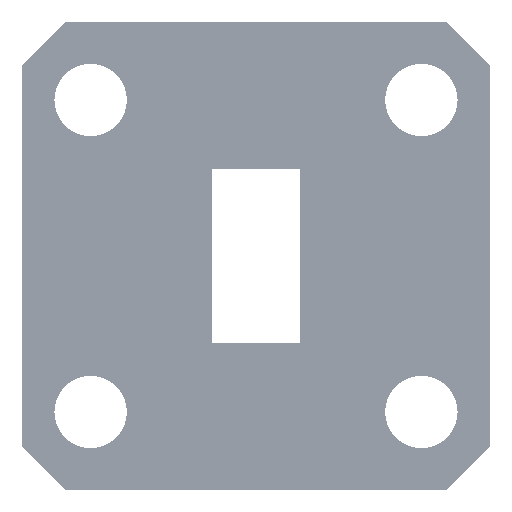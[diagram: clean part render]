
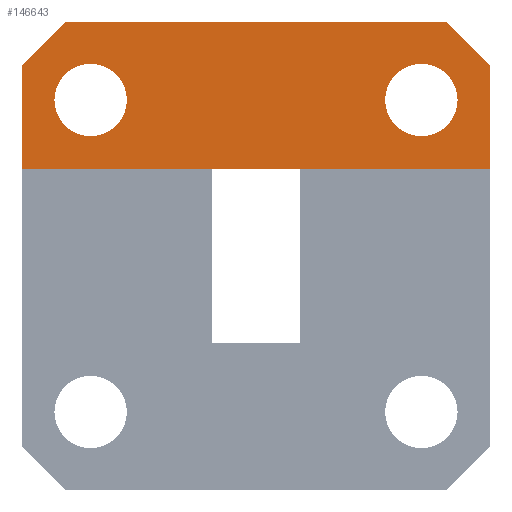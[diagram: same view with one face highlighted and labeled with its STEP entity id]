
A CAD part, left-side view. The second image highlights one B-rep face of the part: STEP entity #146643.
In plain terms, the highlighted planar face has unit normal (-1, 0, 0).
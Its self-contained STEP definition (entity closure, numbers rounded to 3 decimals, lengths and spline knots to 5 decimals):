
#1271 = CARTESIAN_POINT ( 'NONE',  ( -1.9, 0.1875, 0.515 ) ) ;
#1325 = ORIENTED_EDGE ( 'NONE', *, *, #188903, .F. ) ;
#1511 = EDGE_CURVE ( 'NONE', #172495, #30314, #113700, .T. ) ;
#3729 = DIRECTION ( 'NONE',  ( 1., 0., 0. ) ) ;
#8909 = CARTESIAN_POINT ( 'NONE',  ( -1.9, 0.0775, 0.39 ) ) ;
#9482 = EDGE_CURVE ( 'NONE', #181638, #218524, #96084, .T. ) ;
#10133 = CARTESIAN_POINT ( 'NONE',  ( -1.9, -0.5625, 0.28 ) ) ;
#15016 = CIRCLE ( 'NONE', #115892, 0.058 ) ;
#16400 = CARTESIAN_POINT ( 'NONE',  ( -1.9, 0.0775, 0.39 ) ) ;
#16753 = VERTEX_POINT ( 'NONE', #224934 ) ;
#17173 = DIRECTION ( 'NONE',  ( 0., 0., 1. ) ) ;
#20387 = CARTESIAN_POINT ( 'NONE',  ( -1.9, -0.4525, 0.39 ) ) ;
#22291 = DIRECTION ( 'NONE',  ( 0., 0., 1. ) ) ;
#22574 = EDGE_LOOP ( 'NONE', ( #219728, #1325, #175950, #81996, #210996, #186353 ) ) ;
#24233 = DIRECTION ( 'NONE',  ( -1., 0., 0. ) ) ;
#24513 = FACE_BOUND ( 'NONE', #142411, .T. ) ;
#30314 = VERTEX_POINT ( 'NONE', #10133 ) ;
#34625 = AXIS2_PLACEMENT_3D ( 'NONE', #8909, #24233, #218714 ) ;
#40351 = VERTEX_POINT ( 'NONE', #100368 ) ;
#41297 = DIRECTION ( 'NONE',  ( 0., -1., 0. ) ) ;
#47587 = CARTESIAN_POINT ( 'NONE',  ( -1.9, -0.4525, 0.448 ) ) ;
#47705 = VERTEX_POINT ( 'NONE', #47587 ) ;
#48451 = FACE_BOUND ( 'NONE', #216866, .T. ) ;
#50912 = LINE ( 'NONE', #80106, #78519 ) ;
#59276 = AXIS2_PLACEMENT_3D ( 'NONE', #16400, #70894, #17173 ) ;
#68352 = DIRECTION ( 'NONE',  ( 0., 0., 1. ) ) ;
#69098 = EDGE_CURVE ( 'NONE', #218524, #181638, #159873, .T. ) ;
#69122 = EDGE_CURVE ( 'NONE', #40351, #118068, #80023, .T. ) ;
#70894 = DIRECTION ( 'NONE',  ( -1., 0., 0. ) ) ;
#70944 = LINE ( 'NONE', #89963, #222250 ) ;
#72377 = DIRECTION ( 'NONE',  ( 0., -0.707, -0.707 ) ) ;
#72816 = PLANE ( 'NONE',  #85069 ) ;
#74372 = EDGE_CURVE ( 'NONE', #16753, #129084, #112023, .T. ) ;
#78519 = VECTOR ( 'NONE', #170764, 39.37008 ) ;
#80023 = LINE ( 'NONE', #124006, #148890 ) ;
#80106 = CARTESIAN_POINT ( 'NONE',  ( -1.9, -0.1875, 0.515 ) ) ;
#81996 = ORIENTED_EDGE ( 'NONE', *, *, #213888, .F. ) ;
#85069 = AXIS2_PLACEMENT_3D ( 'NONE', #177454, #3729, #109758 ) ;
#87511 = DIRECTION ( 'NONE',  ( 0., -0.707, 0.707 ) ) ;
#89963 = CARTESIAN_POINT ( 'NONE',  ( -1.9, -0.5625, 0.515 ) ) ;
#91255 = AXIS2_PLACEMENT_3D ( 'NONE', #20387, #192511, #213286 ) ;
#96084 = CIRCLE ( 'NONE', #34625, 0.058 ) ;
#99653 = CARTESIAN_POINT ( 'NONE',  ( -1.9, -0.5625, 0.445 ) ) ;
#100368 = CARTESIAN_POINT ( 'NONE',  ( -1.9, -0.4925, 0.515 ) ) ;
#105216 = CARTESIAN_POINT ( 'NONE',  ( -1.9, 0.1875, 0.445 ) ) ;
#106530 = VECTOR ( 'NONE', #87511, 39.37008 ) ;
#109758 = DIRECTION ( 'NONE',  ( 0., 0., -1. ) ) ;
#109877 = CARTESIAN_POINT ( 'NONE',  ( -1.9, 0.0775, 0.332 ) ) ;
#112023 = LINE ( 'NONE', #105216, #106530 ) ;
#113700 = LINE ( 'NONE', #219593, #141326 ) ;
#113977 = ORIENTED_EDGE ( 'NONE', *, *, #181840, .F. ) ;
#115892 = AXIS2_PLACEMENT_3D ( 'NONE', #137586, #155230, #68352 ) ;
#118068 = VERTEX_POINT ( 'NONE', #99653 ) ;
#122850 = VERTEX_POINT ( 'NONE', #128507 ) ;
#124006 = CARTESIAN_POINT ( 'NONE',  ( -1.9, -0.4925, 0.515 ) ) ;
#127127 = CIRCLE ( 'NONE', #91255, 0.058 ) ;
#127752 = CARTESIAN_POINT ( 'NONE',  ( -1.9, 0.0775, 0.448 ) ) ;
#128507 = CARTESIAN_POINT ( 'NONE',  ( -1.9, -0.4525, 0.332 ) ) ;
#129084 = VERTEX_POINT ( 'NONE', #227356 ) ;
#130314 = EDGE_CURVE ( 'NONE', #30314, #118068, #70944, .T. ) ;
#137586 = CARTESIAN_POINT ( 'NONE',  ( -1.9, -0.4525, 0.39 ) ) ;
#139611 = DIRECTION ( 'NONE',  ( 0., 0., 1. ) ) ;
#141326 = VECTOR ( 'NONE', #41297, 39.37008 ) ;
#142411 = EDGE_LOOP ( 'NONE', ( #217142, #194163 ) ) ;
#146643 = ADVANCED_FACE ( 'NONE', ( #170753, #24513, #48451 ), #72816, .F. ) ;
#148890 = VECTOR ( 'NONE', #72377, 39.37008 ) ;
#155230 = DIRECTION ( 'NONE',  ( -1., 0., 0. ) ) ;
#159873 = CIRCLE ( 'NONE', #59276, 0.058 ) ;
#170753 = FACE_OUTER_BOUND ( 'NONE', #22574, .T. ) ;
#170764 = DIRECTION ( 'NONE',  ( 0., -1., 0. ) ) ;
#172495 = VERTEX_POINT ( 'NONE', #223294 ) ;
#175950 = ORIENTED_EDGE ( 'NONE', *, *, #74372, .F. ) ;
#176870 = LINE ( 'NONE', #1271, #187813 ) ;
#177454 = CARTESIAN_POINT ( 'NONE',  ( -1.9, -0.5625, 0.515 ) ) ;
#181638 = VERTEX_POINT ( 'NONE', #127752 ) ;
#181840 = EDGE_CURVE ( 'NONE', #47705, #122850, #15016, .T. ) ;
#186353 = ORIENTED_EDGE ( 'NONE', *, *, #130314, .T. ) ;
#187813 = VECTOR ( 'NONE', #139611, 39.37008 ) ;
#188903 = EDGE_CURVE ( 'NONE', #129084, #40351, #50912, .T. ) ;
#192177 = EDGE_CURVE ( 'NONE', #122850, #47705, #127127, .T. ) ;
#192511 = DIRECTION ( 'NONE',  ( -1., 0., 0. ) ) ;
#194163 = ORIENTED_EDGE ( 'NONE', *, *, #69098, .F. ) ;
#210996 = ORIENTED_EDGE ( 'NONE', *, *, #1511, .T. ) ;
#213286 = DIRECTION ( 'NONE',  ( 0., 0., 1. ) ) ;
#213364 = ORIENTED_EDGE ( 'NONE', *, *, #192177, .F. ) ;
#213888 = EDGE_CURVE ( 'NONE', #172495, #16753, #176870, .T. ) ;
#216866 = EDGE_LOOP ( 'NONE', ( #113977, #213364 ) ) ;
#217142 = ORIENTED_EDGE ( 'NONE', *, *, #9482, .F. ) ;
#218524 = VERTEX_POINT ( 'NONE', #109877 ) ;
#218714 = DIRECTION ( 'NONE',  ( 0., 0., 1. ) ) ;
#219593 = CARTESIAN_POINT ( 'NONE',  ( -1.9, -0.1875, 0.28 ) ) ;
#219728 = ORIENTED_EDGE ( 'NONE', *, *, #69122, .F. ) ;
#222250 = VECTOR ( 'NONE', #22291, 39.37008 ) ;
#223294 = CARTESIAN_POINT ( 'NONE',  ( -1.9, 0.1875, 0.28 ) ) ;
#224934 = CARTESIAN_POINT ( 'NONE',  ( -1.9, 0.1875, 0.445 ) ) ;
#227356 = CARTESIAN_POINT ( 'NONE',  ( -1.9, 0.1175, 0.515 ) ) ;
